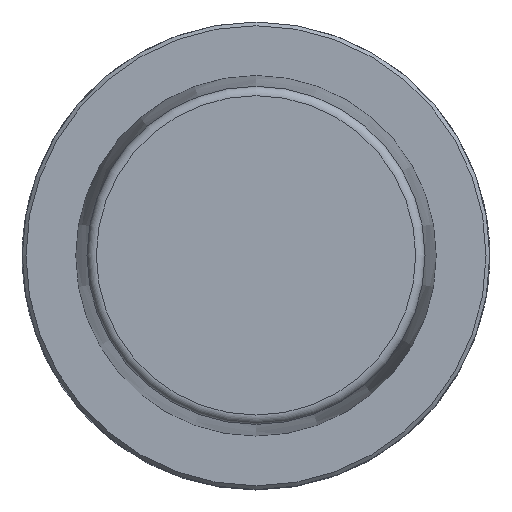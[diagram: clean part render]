
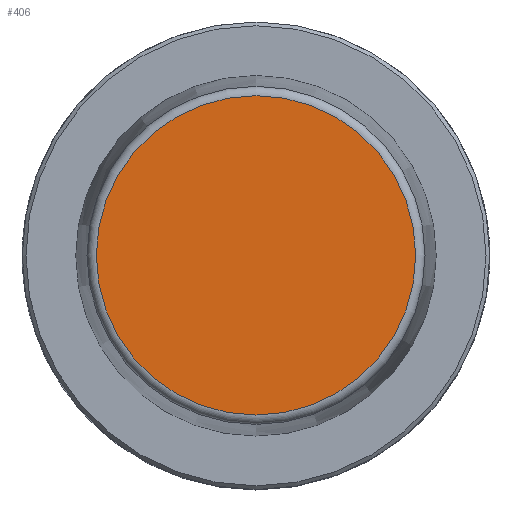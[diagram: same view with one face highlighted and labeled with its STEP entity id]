
A CAD part, top view. The second image highlights one B-rep face of the part: STEP entity #406.
In plain terms, the highlighted planar face has unit normal (0, 0, 1).
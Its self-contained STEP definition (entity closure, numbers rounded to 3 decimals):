
#143=FACE_OUTER_BOUND('',#537,.T.);
#406=ADVANCED_FACE('',(#143),#440,.F.);
#440=PLANE('',#1638);
#537=EDGE_LOOP('',(#968,#969));
#968=ORIENTED_EDGE('',*,*,#1351,.F.);
#969=ORIENTED_EDGE('',*,*,#1352,.F.);
#1134=VERTEX_POINT('',#2902);
#1135=VERTEX_POINT('',#2903);
#1351=EDGE_CURVE('',#1134,#1135,#1444,.T.);
#1352=EDGE_CURVE('',#1135,#1134,#1445,.T.);
#1444=CIRCLE('',#1636,17.056);
#1445=CIRCLE('',#1637,17.056);
#1636=AXIS2_PLACEMENT_3D('',#2901,#2029,#2030);
#1637=AXIS2_PLACEMENT_3D('',#2904,#2031,#2032);
#1638=AXIS2_PLACEMENT_3D('',#2905,#2033,#2034);
#2029=DIRECTION('',(0.,0.,-1.));
#2030=DIRECTION('',(-0.886,0.464,0.));
#2031=DIRECTION('',(0.,0.,-1.));
#2032=DIRECTION('',(0.,1.,0.));
#2033=DIRECTION('',(0.,0.,-1.));
#2034=DIRECTION('',(0.,1.,0.));
#2901=CARTESIAN_POINT('',(0.,0.,24.9));
#2902=CARTESIAN_POINT('',(0.,-17.056,24.9));
#2903=CARTESIAN_POINT('',(0.,17.056,24.9));
#2904=CARTESIAN_POINT('',(0.,0.,24.9));
#2905=CARTESIAN_POINT('',(0.,0.,24.9));
